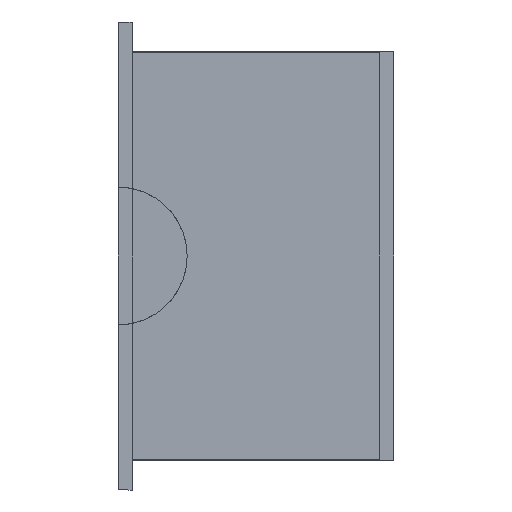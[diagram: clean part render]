
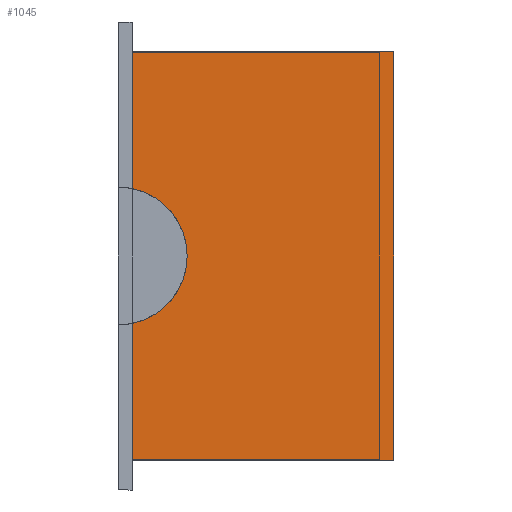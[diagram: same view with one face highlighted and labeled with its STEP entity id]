
A CAD part, left-side view. The second image highlights one B-rep face of the part: STEP entity #1045.
In plain terms, the highlighted planar face has unit normal (-1, 0, 0).
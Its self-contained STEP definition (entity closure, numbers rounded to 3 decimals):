
#6 = DIRECTION ( 'NONE',  ( 1., 0., 0. ) ) ;
#53 = DIRECTION ( 'NONE',  ( 0., -1., 0. ) ) ;
#56 = CIRCLE ( 'NONE', #427, 10. ) ;
#76 = FACE_OUTER_BOUND ( 'NONE', #1166, .T. ) ;
#91 = VECTOR ( 'NONE', #322, 1000. ) ;
#96 = EDGE_CURVE ( 'NONE', #494, #268, #56, .T. ) ;
#106 = PLANE ( 'NONE',  #1138 ) ;
#119 = LINE ( 'NONE', #991, #653 ) ;
#127 = CARTESIAN_POINT ( 'NONE',  ( -58.7, 0., -29.7 ) ) ;
#224 = CARTESIAN_POINT ( 'NONE',  ( -58.7, 38., -29.7 ) ) ;
#244 = DIRECTION ( 'NONE',  ( 1., 0., 0. ) ) ;
#268 = VERTEX_POINT ( 'NONE', #388 ) ;
#297 = VECTOR ( 'NONE', #1004, 1000. ) ;
#301 = VECTOR ( 'NONE', #53, 1000. ) ;
#322 = DIRECTION ( 'NONE',  ( 0., 0., 1. ) ) ;
#343 = VERTEX_POINT ( 'NONE', #760 ) ;
#371 = DIRECTION ( 'NONE',  ( 0., 0., -1. ) ) ;
#388 = CARTESIAN_POINT ( 'NONE',  ( -58.7, 38., -9.798 ) ) ;
#427 = AXIS2_PLACEMENT_3D ( 'NONE', #443, #244, #535 ) ;
#443 = CARTESIAN_POINT ( 'NONE',  ( -58.7, 40., 0. ) ) ;
#490 = DIRECTION ( 'NONE',  ( 0., 0., 1. ) ) ;
#494 = VERTEX_POINT ( 'NONE', #887 ) ;
#502 = EDGE_CURVE ( 'NONE', #543, #268, #1152, .T. ) ;
#531 = EDGE_CURVE ( 'NONE', #343, #597, #893, .T. ) ;
#535 = DIRECTION ( 'NONE',  ( 0., 0., -1. ) ) ;
#539 = CARTESIAN_POINT ( 'NONE',  ( -58.7, 38., 0. ) ) ;
#543 = VERTEX_POINT ( 'NONE', #964 ) ;
#544 = CARTESIAN_POINT ( 'NONE',  ( -58.7, 0., 29.7 ) ) ;
#547 = ORIENTED_EDGE ( 'NONE', *, *, #531, .F. ) ;
#583 = ORIENTED_EDGE ( 'NONE', *, *, #624, .F. ) ;
#597 = VERTEX_POINT ( 'NONE', #544 ) ;
#614 = DIRECTION ( 'NONE',  ( 0., -1., 0. ) ) ;
#624 = EDGE_CURVE ( 'NONE', #494, #343, #854, .T. ) ;
#653 = VECTOR ( 'NONE', #490, 1000. ) ;
#656 = EDGE_CURVE ( 'NONE', #812, #597, #119, .T. ) ;
#681 = LINE ( 'NONE', #224, #301 ) ;
#685 = CARTESIAN_POINT ( 'NONE',  ( -58.7, 38., 29.7 ) ) ;
#702 = CARTESIAN_POINT ( 'NONE',  ( -58.7, 38., 0. ) ) ;
#760 = CARTESIAN_POINT ( 'NONE',  ( -58.7, 38., 29.7 ) ) ;
#812 = VERTEX_POINT ( 'NONE', #127 ) ;
#854 = LINE ( 'NONE', #1169, #297 ) ;
#887 = CARTESIAN_POINT ( 'NONE',  ( -58.7, 38., 9.798 ) ) ;
#893 = LINE ( 'NONE', #685, #922 ) ;
#915 = ORIENTED_EDGE ( 'NONE', *, *, #930, .T. ) ;
#922 = VECTOR ( 'NONE', #614, 1000. ) ;
#930 = EDGE_CURVE ( 'NONE', #543, #812, #681, .T. ) ;
#964 = CARTESIAN_POINT ( 'NONE',  ( -58.7, 38., -29.7 ) ) ;
#991 = CARTESIAN_POINT ( 'NONE',  ( -58.7, 0., 0. ) ) ;
#1002 = ORIENTED_EDGE ( 'NONE', *, *, #96, .T. ) ;
#1004 = DIRECTION ( 'NONE',  ( 0., 0., 1. ) ) ;
#1045 = ADVANCED_FACE ( 'NONE', ( #76 ), #106, .F. ) ;
#1109 = ORIENTED_EDGE ( 'NONE', *, *, #656, .T. ) ;
#1138 = AXIS2_PLACEMENT_3D ( 'NONE', #539, #6, #371 ) ;
#1152 = LINE ( 'NONE', #702, #91 ) ;
#1160 = ORIENTED_EDGE ( 'NONE', *, *, #502, .F. ) ;
#1166 = EDGE_LOOP ( 'NONE', ( #583, #1002, #1160, #915, #1109, #547 ) ) ;
#1169 = CARTESIAN_POINT ( 'NONE',  ( -58.7, 38., 0. ) ) ;
